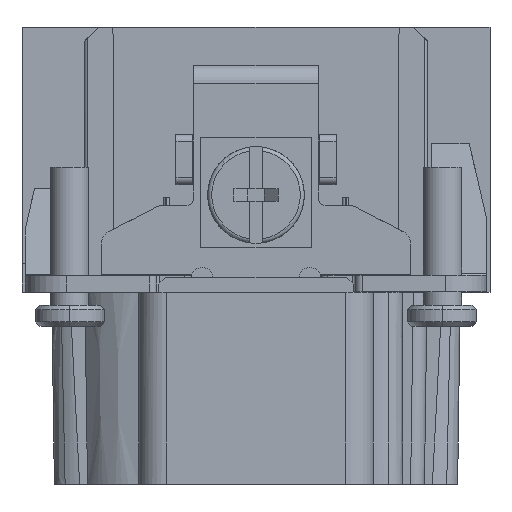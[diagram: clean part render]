
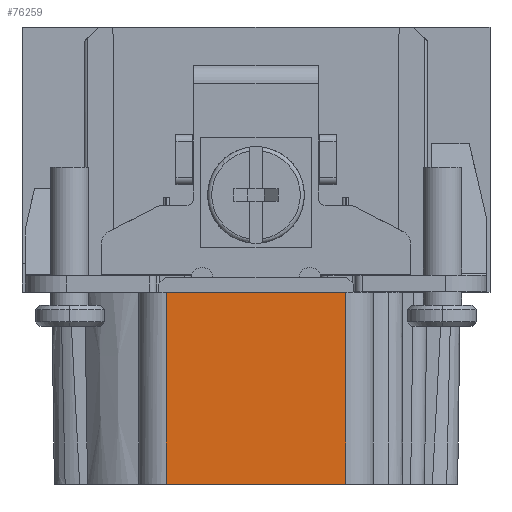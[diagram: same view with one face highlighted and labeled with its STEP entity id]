
A CAD part, front view. The second image highlights one B-rep face of the part: STEP entity #76259.
In plain terms, the highlighted planar face has unit normal (0, -1, 0).
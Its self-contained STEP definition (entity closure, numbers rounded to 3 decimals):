
#18980=DIRECTION('',(0.,0.,1.));
#18981=VECTOR('',#18980,13.9);
#18982=CARTESIAN_POINT('',(-6.5,-55.4,0.1));
#18983=LINE('',#18982,#18981);
#18984=DIRECTION('',(1.,0.,0.));
#18985=VECTOR('',#18984,13.);
#18986=CARTESIAN_POINT('',(-6.5,-55.4,14.));
#18987=LINE('',#18986,#18985);
#18988=DIRECTION('',(0.,0.,-1.));
#18989=VECTOR('',#18988,13.9);
#18990=CARTESIAN_POINT('',(6.5,-55.4,14.));
#18991=LINE('',#18990,#18989);
#18992=DIRECTION('',(-1.,0.,0.));
#18993=VECTOR('',#18992,13.);
#18994=CARTESIAN_POINT('',(6.5,-55.4,0.1));
#18995=LINE('',#18994,#18993);
#43370=CARTESIAN_POINT('',(-6.5,-55.4,0.1));
#43371=CARTESIAN_POINT('',(-6.5,-55.4,14.));
#43372=VERTEX_POINT('',#43370);
#43373=VERTEX_POINT('',#43371);
#43377=CARTESIAN_POINT('',(6.5,-55.4,0.1));
#43379=VERTEX_POINT('',#43377);
#43380=CARTESIAN_POINT('',(6.5,-55.4,14.));
#43381=VERTEX_POINT('',#43380);
#76246=CARTESIAN_POINT('',(-8.5,-55.4,0.1));
#76247=DIRECTION('',(0.,1.,0.));
#76248=DIRECTION('',(1.,0.,0.));
#76249=AXIS2_PLACEMENT_3D('',#76246,#76247,#76248);
#76250=PLANE('',#76249);
#76252=ORIENTED_EDGE('',*,*,#76251,.T.);
#76254=ORIENTED_EDGE('',*,*,#76253,.T.);
#76255=ORIENTED_EDGE('',*,*,#76238,.T.);
#76256=ORIENTED_EDGE('',*,*,#64358,.T.);
#76257=EDGE_LOOP('',(#76252,#76254,#76255,#76256));
#76258=FACE_OUTER_BOUND('',#76257,.F.);
#76259=ADVANCED_FACE('',(#76258),#76250,.F.);
#64358=EDGE_CURVE('',#43379,#43372,#18995,.T.);
#76238=EDGE_CURVE('',#43381,#43379,#18991,.T.);
#76251=EDGE_CURVE('',#43372,#43373,#18983,.T.);
#76253=EDGE_CURVE('',#43373,#43381,#18987,.T.);
